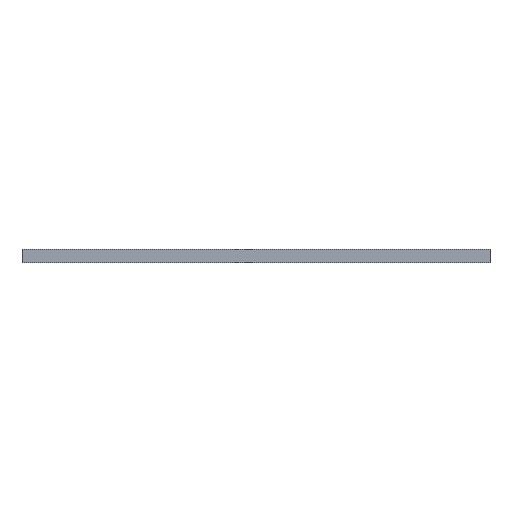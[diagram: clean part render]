
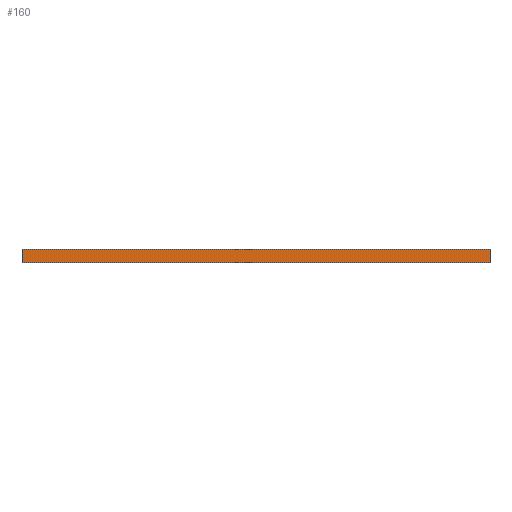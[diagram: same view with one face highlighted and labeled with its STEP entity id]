
A CAD part, front view. The second image highlights one B-rep face of the part: STEP entity #160.
In plain terms, the highlighted planar face has unit normal (0, -1, 0).
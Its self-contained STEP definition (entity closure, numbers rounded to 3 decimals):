
#26 = DIRECTION ( 'NONE',  ( 0., 0., -1. ) ) ;
#30 = VERTEX_POINT ( 'NONE', #119 ) ;
#52 = CARTESIAN_POINT ( 'NONE',  ( 0., 0., 59. ) ) ;
#70 = VECTOR ( 'NONE', #168, 1000. ) ;
#75 = DIRECTION ( 'NONE',  ( 1., 0., 0. ) ) ;
#90 = EDGE_CURVE ( 'NONE', #117, #30, #369, .T. ) ;
#92 = VECTOR ( 'NONE', #75, 1000. ) ;
#104 = EDGE_CURVE ( 'NONE', #344, #30, #223, .T. ) ;
#117 = VERTEX_POINT ( 'NONE', #255 ) ;
#119 = CARTESIAN_POINT ( 'NONE',  ( -1042.5, 0., -1. ) ) ;
#122 = VECTOR ( 'NONE', #303, 1000. ) ;
#126 = ORIENTED_EDGE ( 'NONE', *, *, #181, .F. ) ;
#129 = CARTESIAN_POINT ( 'NONE',  ( -1042.5, 0., 58. ) ) ;
#132 = FACE_OUTER_BOUND ( 'NONE', #312, .T. ) ;
#158 = DIRECTION ( 'NONE',  ( 0., -1., 0. ) ) ;
#160 = ADVANCED_FACE ( 'NONE', ( #132 ), #330, .T. ) ;
#168 = DIRECTION ( 'NONE',  ( -1., 0., 0. ) ) ;
#181 = EDGE_CURVE ( 'NONE', #264, #344, #274, .T. ) ;
#184 = CARTESIAN_POINT ( 'NONE',  ( 1042.5, 0., 58. ) ) ;
#197 = CARTESIAN_POINT ( 'NONE',  ( 0., 0., -1. ) ) ;
#221 = CARTESIAN_POINT ( 'NONE',  ( 1042.5, 0., -1. ) ) ;
#223 = LINE ( 'NONE', #197, #70 ) ;
#247 = CARTESIAN_POINT ( 'NONE',  ( 1042.5, 0., 59. ) ) ;
#248 = LINE ( 'NONE', #52, #92 ) ;
#255 = CARTESIAN_POINT ( 'NONE',  ( -1042.5, 0., 59. ) ) ;
#261 = CARTESIAN_POINT ( 'NONE',  ( -1042.5, 0., 58. ) ) ;
#264 = VERTEX_POINT ( 'NONE', #247 ) ;
#274 = LINE ( 'NONE', #184, #122 ) ;
#280 = ORIENTED_EDGE ( 'NONE', *, *, #90, .T. ) ;
#294 = AXIS2_PLACEMENT_3D ( 'NONE', #129, #158, #354 ) ;
#298 = EDGE_CURVE ( 'NONE', #117, #264, #248, .T. ) ;
#303 = DIRECTION ( 'NONE',  ( 0., 0., -1. ) ) ;
#305 = VECTOR ( 'NONE', #26, 1000. ) ;
#312 = EDGE_LOOP ( 'NONE', ( #280, #361, #126, #327 ) ) ;
#327 = ORIENTED_EDGE ( 'NONE', *, *, #298, .F. ) ;
#330 = PLANE ( 'NONE',  #294 ) ;
#344 = VERTEX_POINT ( 'NONE', #221 ) ;
#354 = DIRECTION ( 'NONE',  ( 0., 0., -1. ) ) ;
#361 = ORIENTED_EDGE ( 'NONE', *, *, #104, .F. ) ;
#369 = LINE ( 'NONE', #261, #305 ) ;
